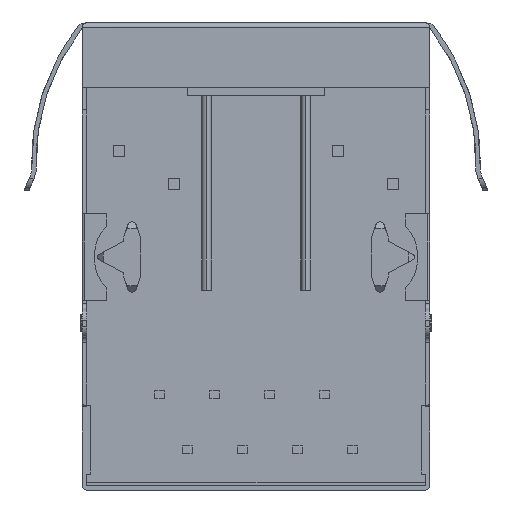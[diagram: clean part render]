
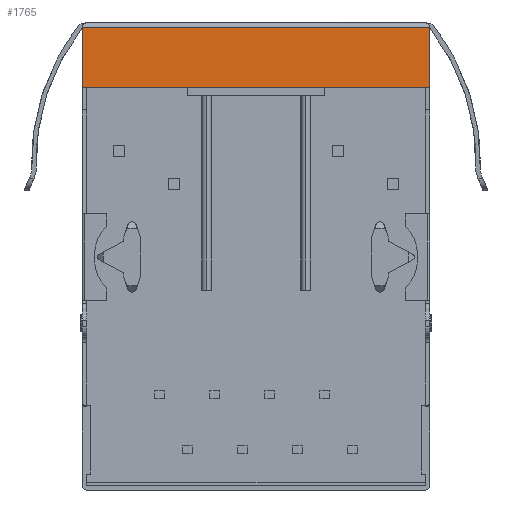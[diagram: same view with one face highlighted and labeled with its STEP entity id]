
A CAD part, front view. The second image highlights one B-rep face of the part: STEP entity #1765.
In plain terms, the highlighted planar face has unit normal (0, -1, 0).
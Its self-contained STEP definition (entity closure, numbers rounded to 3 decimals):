
#793 = ORIENTED_EDGE ( 'NONE', *, *, #15129, .F. ) ;
#850 = VERTEX_POINT ( 'NONE', #6631 ) ;
#1074 = PLANE ( 'NONE',  #22843 ) ;
#1343 = VECTOR ( 'NONE', #12100, 1000. ) ;
#1765 = ADVANCED_FACE ( 'NONE', ( #15524 ), #1074, .T. ) ;
#1782 = VECTOR ( 'NONE', #14055, 1000. ) ;
#2119 = VECTOR ( 'NONE', #10636, 1000. ) ;
#3596 = VECTOR ( 'NONE', #4789, 1000. ) ;
#4613 = VERTEX_POINT ( 'NONE', #10818 ) ;
#4717 = DIRECTION ( 'NONE',  ( 0., 0., -1. ) ) ;
#4759 = CARTESIAN_POINT ( 'NONE',  ( -8.11, -6.795, 0.051 ) ) ;
#4789 = DIRECTION ( 'NONE',  ( 1., 0., 0. ) ) ;
#5549 = EDGE_CURVE ( 'NONE', #21532, #12035, #14408, .T. ) ;
#6631 = CARTESIAN_POINT ( 'NONE',  ( 8.014, -6.795, -2.743 ) ) ;
#6752 = LINE ( 'NONE', #20078, #1343 ) ;
#6889 = CARTESIAN_POINT ( 'NONE',  ( 8.014, -6.795, 0.051 ) ) ;
#8947 = CARTESIAN_POINT ( 'NONE',  ( -8.014, -6.795, 0.051 ) ) ;
#9043 = EDGE_LOOP ( 'NONE', ( #793, #23213, #10643, #14699 ) ) ;
#10636 = DIRECTION ( 'NONE',  ( 1., 0., 0. ) ) ;
#10643 = ORIENTED_EDGE ( 'NONE', *, *, #23565, .F. ) ;
#10818 = CARTESIAN_POINT ( 'NONE',  ( -8.014, -6.795, -2.743 ) ) ;
#11048 = EDGE_CURVE ( 'NONE', #4613, #850, #12981, .T. ) ;
#12035 = VERTEX_POINT ( 'NONE', #6889 ) ;
#12055 = CARTESIAN_POINT ( 'NONE',  ( -8.014, -6.795, -2.743 ) ) ;
#12100 = DIRECTION ( 'NONE',  ( 0., 0., -1. ) ) ;
#12981 = LINE ( 'NONE', #22625, #2119 ) ;
#14055 = DIRECTION ( 'NONE',  ( 0., 0., 1. ) ) ;
#14408 = LINE ( 'NONE', #4759, #3596 ) ;
#14699 = ORIENTED_EDGE ( 'NONE', *, *, #5549, .F. ) ;
#14925 = CARTESIAN_POINT ( 'NONE',  ( -8.014, -6.795, 0.051 ) ) ;
#15129 = EDGE_CURVE ( 'NONE', #4613, #21532, #17335, .T. ) ;
#15524 = FACE_OUTER_BOUND ( 'NONE', #9043, .T. ) ;
#17335 = LINE ( 'NONE', #12055, #1782 ) ;
#20078 = CARTESIAN_POINT ( 'NONE',  ( 8.014, -6.795, -2.743 ) ) ;
#21532 = VERTEX_POINT ( 'NONE', #14925 ) ;
#22421 = DIRECTION ( 'NONE',  ( 0., -1., 0. ) ) ;
#22625 = CARTESIAN_POINT ( 'NONE',  ( -8.014, -6.795, -2.743 ) ) ;
#22843 = AXIS2_PLACEMENT_3D ( 'NONE', #8947, #22421, #4717 ) ;
#23213 = ORIENTED_EDGE ( 'NONE', *, *, #11048, .T. ) ;
#23565 = EDGE_CURVE ( 'NONE', #12035, #850, #6752, .T. ) ;
